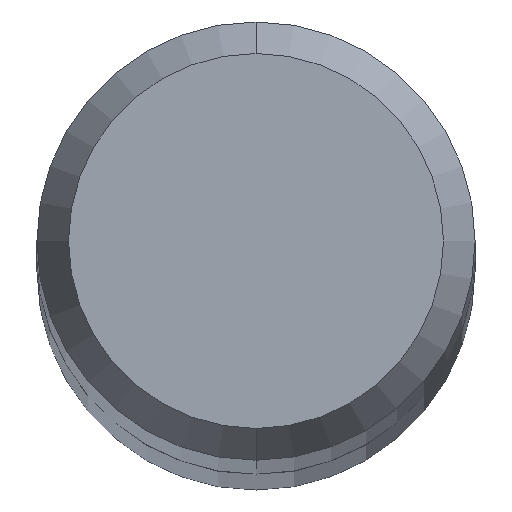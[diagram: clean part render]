
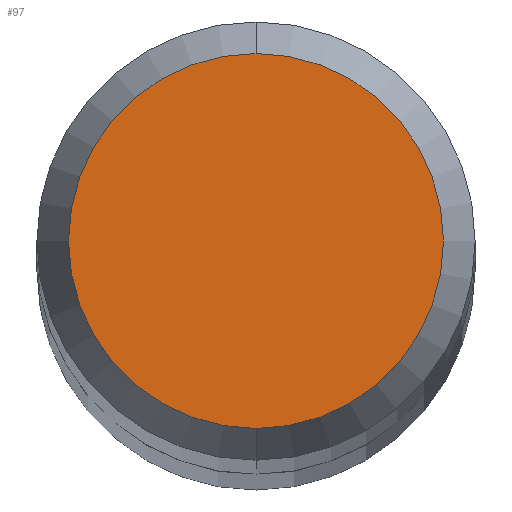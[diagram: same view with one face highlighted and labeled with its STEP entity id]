
A CAD part, top view. The second image highlights one B-rep face of the part: STEP entity #97.
In plain terms, the highlighted planar face has unit normal (0, 0, 1).
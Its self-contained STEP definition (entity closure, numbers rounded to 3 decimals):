
#97=ADVANCED_FACE('',(#218),#219,.T.);
#109=EDGE_CURVE('',#123,#163,#231,.T.);
#123=VERTEX_POINT('',#245);
#151=EDGE_CURVE('',#163,#123,#279,.T.);
#163=VERTEX_POINT('',#292);
#218=FACE_OUTER_BOUND('',#348,.T.);
#219=PLANE('',#349);
#231=CIRCLE('',#367,1.358);
#245=CARTESIAN_POINT('',(0.0,1.358,0.0));
#279=CIRCLE('',#429,1.358);
#292=CARTESIAN_POINT('',(0.,-1.358,0.0));
#348=EDGE_LOOP('',(#492,#493));
#349=AXIS2_PLACEMENT_3D('',#494,#495,#496);
#367=AXIS2_PLACEMENT_3D('',#502,#503,#504);
#429=AXIS2_PLACEMENT_3D('',#571,#572,#573);
#492=ORIENTED_EDGE('',*,*,#109,.F.);
#493=ORIENTED_EDGE('',*,*,#151,.F.);
#494=CARTESIAN_POINT('',(0.0,0.679,0.0));
#495=DIRECTION('',(-0.0,0.0,1.0));
#496=DIRECTION('',(0.0,-1.0,0.0));
#502=CARTESIAN_POINT('',(0.0,0.0,0.0));
#503=DIRECTION('',(0.0,0.0,-1.0));
#504=DIRECTION('',(0.0,1.0,0.0));
#571=CARTESIAN_POINT('',(0.0,0.0,0.0));
#572=DIRECTION('',(0.0,0.0,-1.0));
#573=DIRECTION('',(0.0,1.0,0.0));
